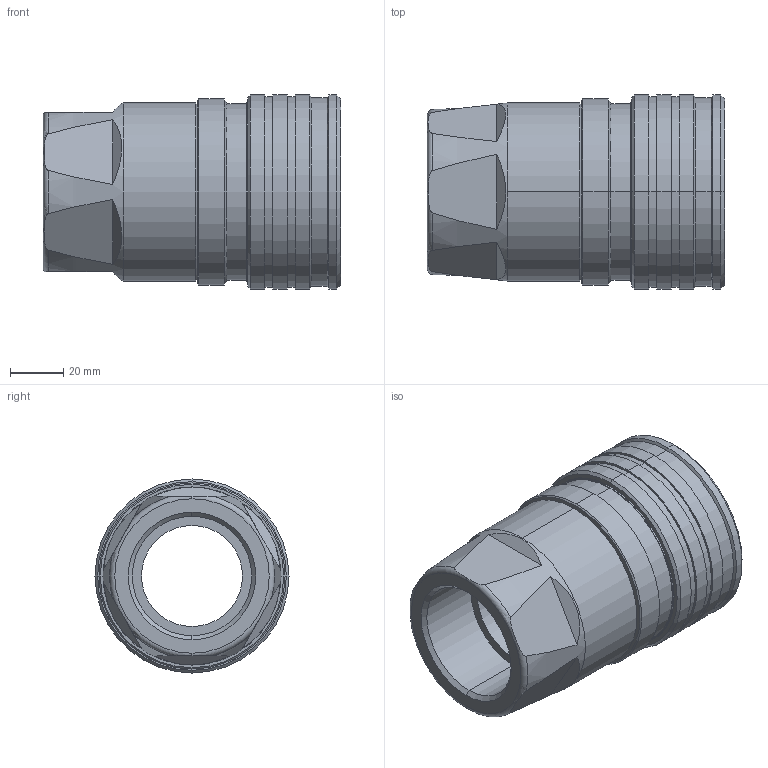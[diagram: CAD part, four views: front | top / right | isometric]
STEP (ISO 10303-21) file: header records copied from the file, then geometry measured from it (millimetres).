
FILE_DESCRIPTION (( 'STEP AP214' ), '1' );
FILE_NAME ('15010 UV.STEP', '2015-09-04T07:42:57', ( 'admin' ), ( 'Microsoft' ), 'SwSTEP 2.0', 'SolidWorks 2009', '' );
FILE_SCHEMA (( 'AUTOMOTIVE_DESIGN' ));
Length unit declared in the file: millimetre
Products named in the file (1): 15010 UV
Bounding box: 111.8 x 73 x 73 mm (x, y, z)
Volume: 226822.4 mm3; surface area: 49532.3 mm2
Topology: 1 solids, 1 shells, 129 faces, 272 edges, 162 vertices
Faces by surface type: cylinder 44, cone 40, plane 31, torus 14
Entity records: 4063 total; most frequent: CARTESIAN_POINT 856, DIRECTION 658, ORIENTED_EDGE 544, AXIS2_PLACEMENT_3D 284, EDGE_CURVE 272, VERTEX_POINT 162, CIRCLE 154, EDGE_LOOP 148
